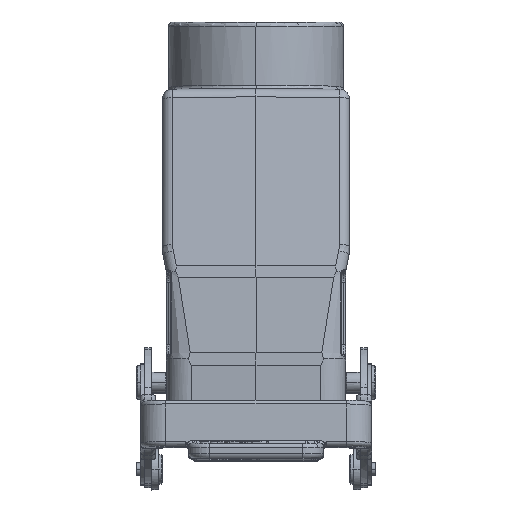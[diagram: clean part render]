
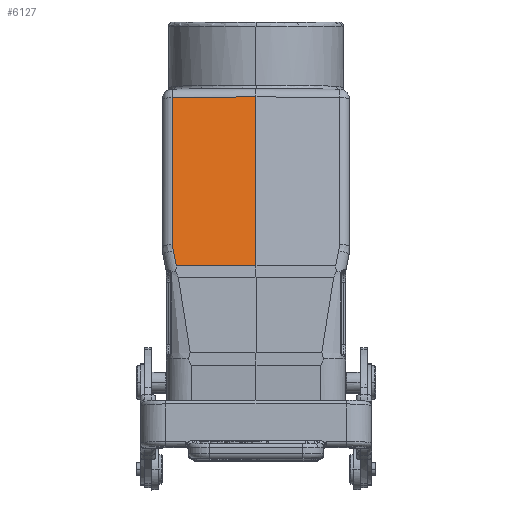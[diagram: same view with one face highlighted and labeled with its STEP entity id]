
A CAD part, top view. The second image highlights one B-rep face of the part: STEP entity #6127.
In plain terms, the highlighted planar face has unit normal (-0.009, 0.19, 0.982).
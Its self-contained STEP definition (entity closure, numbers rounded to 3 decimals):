
#206=(
BOUNDED_CURVE()
B_SPLINE_CURVE(3,(#61327,#61328,#61329,#61330),.UNSPECIFIED.,.F.,.F.)
B_SPLINE_CURVE_WITH_KNOTS((4,4),(0.,1.),.UNSPECIFIED.)
CURVE()
GEOMETRIC_REPRESENTATION_ITEM()
RATIONAL_B_SPLINE_CURVE((1.,1.,1.,
1.))
REPRESENTATION_ITEM('')
);
#2377=B_SPLINE_CURVE_WITH_KNOTS('',3,(#60220,#60221,#60222,#60223),
 .UNSPECIFIED.,.F.,.F.,(4,4),(0.,1.),.UNSPECIFIED.);
#3811=PLANE('',#35344);
#6127=ADVANCED_FACE('NONE',(#8005),#3811,.T.);
#8005=FACE_OUTER_BOUND('',#10038,.T.);
#10038=EDGE_LOOP('',(#18234,#18235,#18236,#18237,#18238,#18239));
#18234=ORIENTED_EDGE('',*,*,#28342,.F.);
#18235=ORIENTED_EDGE('',*,*,#28343,.F.);
#18236=ORIENTED_EDGE('',*,*,#28344,.F.);
#18237=ORIENTED_EDGE('',*,*,#28131,.T.);
#18238=ORIENTED_EDGE('',*,*,#28134,.T.);
#18239=ORIENTED_EDGE('',*,*,#28345,.F.);
#23504=VERTEX_POINT('',#59125);
#23624=VERTEX_POINT('',#60208);
#23625=VERTEX_POINT('',#60218);
#23739=VERTEX_POINT('',#61021);
#23767=VERTEX_POINT('',#61323);
#23768=VERTEX_POINT('',#61324);
#28131=EDGE_CURVE('NONE',#23624,#23504,#31223,.T.);
#28134=EDGE_CURVE('NONE',#23504,#23625,#2377,.T.);
#28342=EDGE_CURVE('NONE',#23767,#23768,#31303,.T.);
#28343=EDGE_CURVE('NONE',#23739,#23767,#31304,.T.);
#28344=EDGE_CURVE('NONE',#23624,#23739,#31305,.T.);
#28345=EDGE_CURVE('NONE',#23768,#23625,#206,.T.);
#31223=LINE('',#60207,#33469);
#31303=LINE('',#61322,#33549);
#31304=LINE('',#61325,#33550);
#31305=LINE('',#61326,#33551);
#33469=VECTOR('',#40524,1.);
#33549=VECTOR('',#40780,1.);
#33550=VECTOR('',#40781,1.);
#33551=VECTOR('',#40782,1.);
#35344=AXIS2_PLACEMENT_3D('',#61331,#40783,#40784);
#40524=DIRECTION('',(-1.,-0.009,-0.007));
#40780=DIRECTION('',(-0.193,0.963,-0.188));
#40781=DIRECTION('',(-1.,0.,-0.009));
#40782=DIRECTION('',(0.,-0.982,0.19));
#40783=DIRECTION('',(-0.009,0.19,0.982));
#40784=DIRECTION('',(0.,-0.982,0.19));
#59125=CARTESIAN_POINT('',(-20.022,19.215,49.747));
#60207=CARTESIAN_POINT('',(0.,19.39,49.891));
#60208=CARTESIAN_POINT('',(0.,19.39,49.891));
#60218=CARTESIAN_POINT('',(-20.022,-16.12,56.573));
#60220=CARTESIAN_POINT('',(-20.022,19.215,49.747));
#60221=CARTESIAN_POINT('',(-20.022,7.437,52.023));
#60222=CARTESIAN_POINT('',(-20.022,-4.342,54.298));
#60223=CARTESIAN_POINT('',(-20.022,-16.12,56.573));
#61021=CARTESIAN_POINT('',(0.,-21.241,57.74));
#61322=CARTESIAN_POINT('',(-18.171,-26.117,58.521));
#61323=CARTESIAN_POINT('',(-19.146,-21.241,57.57));
#61324=CARTESIAN_POINT('',(-19.876,-17.591,56.859));
#61325=CARTESIAN_POINT('',(0.002,-21.241,57.74));
#61326=CARTESIAN_POINT('',(0.,-22.585,58.));
#61327=CARTESIAN_POINT('',(-19.876,-17.591,56.859));
#61328=CARTESIAN_POINT('',(-19.973,-17.107,56.764));
#61329=CARTESIAN_POINT('',(-20.022,-16.614,56.669));
#61330=CARTESIAN_POINT('',(-20.022,-16.12,56.573));
#61331=CARTESIAN_POINT('',(0.,-22.585,58.));
